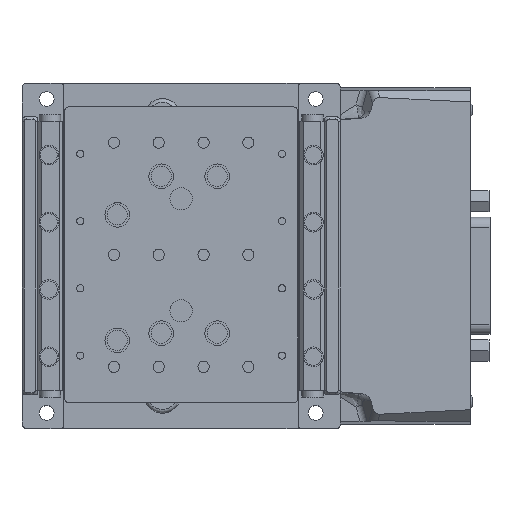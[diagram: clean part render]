
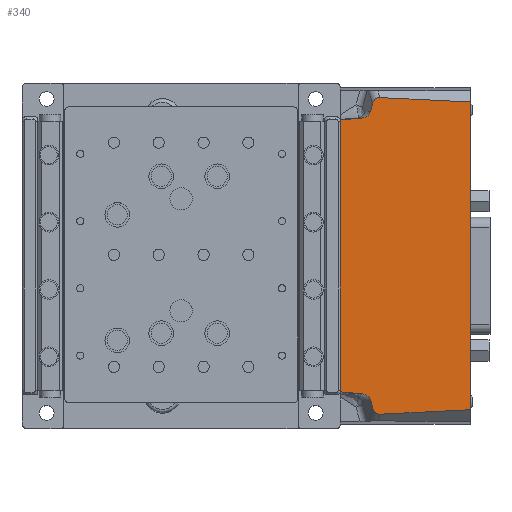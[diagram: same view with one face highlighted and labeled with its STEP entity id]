
A CAD part, top view. The second image highlights one B-rep face of the part: STEP entity #340.
In plain terms, the highlighted face is planar.
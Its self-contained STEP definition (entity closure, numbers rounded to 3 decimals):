
#203 = VECTOR ( 'NONE', #10655, 1000. ) ;
#340 = ADVANCED_FACE ( 'NONE', ( #12986 ), #10966, .F. ) ;
#446 = LINE ( 'NONE', #4438, #203 ) ;
#597 = DIRECTION ( 'NONE',  ( -0.256, 0., 0.967 ) ) ;
#635 = VECTOR ( 'NONE', #12400, 1000. ) ;
#771 = VECTOR ( 'NONE', #12906, 1000. ) ;
#885 = VERTEX_POINT ( 'NONE', #10715 ) ;
#1112 = EDGE_CURVE ( 'NONE', #1556, #2893, #12090, .T. ) ;
#1223 = CARTESIAN_POINT ( 'NONE',  ( -40.234, 24.5, 30.751 ) ) ;
#1296 = CARTESIAN_POINT ( 'NONE',  ( -64.902, 24.5, 32.91 ) ) ;
#1365 = CARTESIAN_POINT ( 'NONE',  ( -35.5, 24.5, -30. ) ) ;
#1525 = EDGE_CURVE ( 'NONE', #6312, #885, #2791, .T. ) ;
#1556 = VERTEX_POINT ( 'NONE', #1223 ) ;
#1635 = CARTESIAN_POINT ( 'NONE',  ( -64.5, 24.5, -37.5 ) ) ;
#1793 = CARTESIAN_POINT ( 'NONE',  ( -42.062, 24.5, 31.44 ) ) ;
#1882 = CARTESIAN_POINT ( 'NONE',  ( -42.294, 24.5, -32.316 ) ) ;
#2177 = CARTESIAN_POINT ( 'NONE',  ( -35.5, 24.5, 30. ) ) ;
#2236 = ORIENTED_EDGE ( 'NONE', *, *, #2785, .T. ) ;
#2311 =( BOUNDED_CURVE ( )  B_SPLINE_CURVE ( 3, ( #5794, #4907, #5662, #3754 ),
 .UNSPECIFIED., .F., .T. ) 
 B_SPLINE_CURVE_WITH_KNOTS ( ( 4, 4 ),
 ( 2.325, 3.395 ),
 .UNSPECIFIED. ) 
 CURVE ( )  GEOMETRIC_REPRESENTATION_ITEM ( )  RATIONAL_B_SPLINE_CURVE ( ( 1., 0.907, 0.907, 1. ) ) 
 REPRESENTATION_ITEM ( '' )  );
#2465 = VERTEX_POINT ( 'NONE', #6203 ) ;
#2569 = ORIENTED_EDGE ( 'NONE', *, *, #3064, .T. ) ;
#2746 =( BOUNDED_CURVE ( )  B_SPLINE_CURVE ( 3, ( #6935, #10051, #3980, #10195 ),
 .UNSPECIFIED., .F., .T. ) 
 B_SPLINE_CURVE_WITH_KNOTS ( ( 4, 4 ),
 ( 2.325, 3.395 ),
 .UNSPECIFIED. ) 
 CURVE ( )  GEOMETRIC_REPRESENTATION_ITEM ( )  RATIONAL_B_SPLINE_CURVE ( ( 1., 0.907, 0.907, 1. ) ) 
 REPRESENTATION_ITEM ( '' )  );
#2785 = EDGE_CURVE ( 'NONE', #4145, #5837, #9794, .T. ) ;
#2791 = LINE ( 'NONE', #12046, #3550 ) ;
#2857 = EDGE_CURVE ( 'NONE', #7686, #1556, #11696, .T. ) ;
#2893 = VERTEX_POINT ( 'NONE', #11628 ) ;
#2971 = CARTESIAN_POINT ( 'NONE',  ( -40.234, 24.5, -30.751 ) ) ;
#2991 = ORIENTED_EDGE ( 'NONE', *, *, #6796, .T. ) ;
#3015 = LINE ( 'NONE', #7189, #635 ) ;
#3064 = EDGE_CURVE ( 'NONE', #7686, #10190, #10474, .T. ) ;
#3550 = VECTOR ( 'NONE', #6900, 1000. ) ;
#3581 = LINE ( 'NONE', #8847, #5835 ) ;
#3655 = CARTESIAN_POINT ( 'NONE',  ( -64.5, 24.5, -34.323 ) ) ;
#3754 = CARTESIAN_POINT ( 'NONE',  ( -44.329, 24.5, -35.319 ) ) ;
#3980 = CARTESIAN_POINT ( 'NONE',  ( -43.555, 24.5, 35.357 ) ) ;
#4056 = CARTESIAN_POINT ( 'NONE',  ( -35.5, 24.5, -37.5 ) ) ;
#4066 = ORIENTED_EDGE ( 'NONE', *, *, #10326, .T. ) ;
#4133 = CARTESIAN_POINT ( 'NONE',  ( -40.234, 24.5, -30.751 ) ) ;
#4143 =( BOUNDED_CURVE ( )  B_SPLINE_CURVE ( 3, ( #2971, #11904, #6757, #1882 ),
 .UNSPECIFIED., .F., .T. ) 
 B_SPLINE_CURVE_WITH_KNOTS ( ( 4, 4 ),
 ( 4.78, 6.034 ),
 .UNSPECIFIED. ) 
 CURVE ( )  GEOMETRIC_REPRESENTATION_ITEM ( )  RATIONAL_B_SPLINE_CURVE ( ( 1., 0.873, 0.873, 1. ) ) 
 REPRESENTATION_ITEM ( '' )  );
#4145 = VERTEX_POINT ( 'NONE', #9801 ) ;
#4286 = VECTOR ( 'NONE', #8581, 1000. ) ;
#4438 = CARTESIAN_POINT ( 'NONE',  ( -64.902, 24.5, -32.91 ) ) ;
#4498 = VERTEX_POINT ( 'NONE', #10943 ) ;
#4623 = EDGE_CURVE ( 'NONE', #10190, #6552, #11146, .T. ) ;
#4625 = ORIENTED_EDGE ( 'NONE', *, *, #12536, .T. ) ;
#4721 = VERTEX_POINT ( 'NONE', #9018 ) ;
#4816 = ORIENTED_EDGE ( 'NONE', *, *, #5460, .F. ) ;
#4907 = CARTESIAN_POINT ( 'NONE',  ( -42.964, 24.5, -34.846 ) ) ;
#5028 = EDGE_CURVE ( 'NONE', #885, #5097, #8719, .T. ) ;
#5043 = AXIS2_PLACEMENT_3D ( 'NONE', #12116, #9944, #5898 ) ;
#5097 = VERTEX_POINT ( 'NONE', #3655 ) ;
#5277 = DIRECTION ( 'NONE',  ( 0., 0., -1. ) ) ;
#5430 = ORIENTED_EDGE ( 'NONE', *, *, #8211, .F. ) ;
#5460 = EDGE_CURVE ( 'NONE', #2893, #4721, #9847, .T. ) ;
#5662 = CARTESIAN_POINT ( 'NONE',  ( -43.555, 24.5, -35.357 ) ) ;
#5794 = CARTESIAN_POINT ( 'NONE',  ( -42.721, 24.5, -33.929 ) ) ;
#5835 = VECTOR ( 'NONE', #7631, 1000. ) ;
#5837 = VERTEX_POINT ( 'NONE', #8753 ) ;
#5898 = DIRECTION ( 'NONE',  ( 0., 0., -1. ) ) ;
#5984 = CARTESIAN_POINT ( 'NONE',  ( -40.234, 24.5, 30.751 ) ) ;
#6203 = CARTESIAN_POINT ( 'NONE',  ( -35.5, 24.5, -30.336 ) ) ;
#6312 = VERTEX_POINT ( 'NONE', #8875 ) ;
#6552 = VERTEX_POINT ( 'NONE', #1365 ) ;
#6757 = CARTESIAN_POINT ( 'NONE',  ( -42.062, 24.5, -31.44 ) ) ;
#6796 = EDGE_CURVE ( 'NONE', #10622, #4145, #4143, .T. ) ;
#6900 = DIRECTION ( 'NONE',  ( -0.999, 0., -0.049 ) ) ;
#6935 = CARTESIAN_POINT ( 'NONE',  ( -42.721, 24.5, 33.929 ) ) ;
#6944 = ORIENTED_EDGE ( 'NONE', *, *, #1525, .F. ) ;
#6964 = ORIENTED_EDGE ( 'NONE', *, *, #9706, .T. ) ;
#7189 = CARTESIAN_POINT ( 'NONE',  ( -64.377, 24.5, -34.329 ) ) ;
#7242 = VECTOR ( 'NONE', #5277, 1000. ) ;
#7356 = CARTESIAN_POINT ( 'NONE',  ( -35.5, 24.5, -37.5 ) ) ;
#7631 = DIRECTION ( 'NONE',  ( 0., 0., -1. ) ) ;
#7686 = VERTEX_POINT ( 'NONE', #9929 ) ;
#7929 = EDGE_LOOP ( 'NONE', ( #2236, #4625, #6964, #8101, #6944, #5430, #4816, #10999, #10765, #2569, #10134, #4066, #11785, #2991 ) ) ;
#8101 = ORIENTED_EDGE ( 'NONE', *, *, #5028, .F. ) ;
#8211 = EDGE_CURVE ( 'NONE', #4721, #6312, #2746, .T. ) ;
#8477 = EDGE_CURVE ( 'NONE', #2465, #10622, #446, .T. ) ;
#8581 = DIRECTION ( 'NONE',  ( 0., 0., -1. ) ) ;
#8588 = VECTOR ( 'NONE', #597, 1000. ) ;
#8719 = LINE ( 'NONE', #1635, #4286 ) ;
#8753 = CARTESIAN_POINT ( 'NONE',  ( -42.721, 24.5, -33.929 ) ) ;
#8847 = CARTESIAN_POINT ( 'NONE',  ( -35.5, 24.5, -37.5 ) ) ;
#8875 = CARTESIAN_POINT ( 'NONE',  ( -44.329, 24.5, 35.319 ) ) ;
#9018 = CARTESIAN_POINT ( 'NONE',  ( -42.721, 24.5, 33.929 ) ) ;
#9148 = CARTESIAN_POINT ( 'NONE',  ( -42.294, 24.5, 32.316 ) ) ;
#9706 = EDGE_CURVE ( 'NONE', #4498, #5097, #3015, .T. ) ;
#9794 = LINE ( 'NONE', #11762, #771 ) ;
#9801 = CARTESIAN_POINT ( 'NONE',  ( -42.294, 24.5, -32.316 ) ) ;
#9847 = LINE ( 'NONE', #11615, #8588 ) ;
#9929 = CARTESIAN_POINT ( 'NONE',  ( -35.5, 24.5, 30.336 ) ) ;
#9944 = DIRECTION ( 'NONE',  ( 0., -1., 0. ) ) ;
#10051 = CARTESIAN_POINT ( 'NONE',  ( -42.964, 24.5, 34.846 ) ) ;
#10134 = ORIENTED_EDGE ( 'NONE', *, *, #4623, .T. ) ;
#10190 = VERTEX_POINT ( 'NONE', #2177 ) ;
#10195 = CARTESIAN_POINT ( 'NONE',  ( -44.329, 24.5, 35.319 ) ) ;
#10318 = VECTOR ( 'NONE', #11217, 1000. ) ;
#10326 = EDGE_CURVE ( 'NONE', #6552, #2465, #3581, .T. ) ;
#10474 = LINE ( 'NONE', #7356, #7242 ) ;
#10554 = DIRECTION ( 'NONE',  ( -0.996, 0., 0.087 ) ) ;
#10622 = VERTEX_POINT ( 'NONE', #4133 ) ;
#10655 = DIRECTION ( 'NONE',  ( -0.996, 0., -0.087 ) ) ;
#10715 = CARTESIAN_POINT ( 'NONE',  ( -64.5, 24.5, 34.323 ) ) ;
#10765 = ORIENTED_EDGE ( 'NONE', *, *, #2857, .F. ) ;
#10918 = VECTOR ( 'NONE', #10554, 1000. ) ;
#10943 = CARTESIAN_POINT ( 'NONE',  ( -44.329, 24.5, -35.319 ) ) ;
#10966 = PLANE ( 'NONE',  #5043 ) ;
#10999 = ORIENTED_EDGE ( 'NONE', *, *, #1112, .F. ) ;
#11054 = CARTESIAN_POINT ( 'NONE',  ( -41.276, 24.5, 30.842 ) ) ;
#11146 = LINE ( 'NONE', #4056, #10318 ) ;
#11217 = DIRECTION ( 'NONE',  ( 0., 0., -1. ) ) ;
#11615 = CARTESIAN_POINT ( 'NONE',  ( -45.028, 24.5, 42.651 ) ) ;
#11628 = CARTESIAN_POINT ( 'NONE',  ( -42.294, 24.5, 32.316 ) ) ;
#11696 = LINE ( 'NONE', #1296, #10918 ) ;
#11762 = CARTESIAN_POINT ( 'NONE',  ( -45.028, 24.5, -42.651 ) ) ;
#11785 = ORIENTED_EDGE ( 'NONE', *, *, #8477, .T. ) ;
#11904 = CARTESIAN_POINT ( 'NONE',  ( -41.276, 24.5, -30.842 ) ) ;
#12046 = CARTESIAN_POINT ( 'NONE',  ( -64.377, 24.5, 34.329 ) ) ;
#12090 =( BOUNDED_CURVE ( )  B_SPLINE_CURVE ( 3, ( #5984, #11054, #1793, #9148 ),
 .UNSPECIFIED., .F., .T. ) 
 B_SPLINE_CURVE_WITH_KNOTS ( ( 4, 4 ),
 ( 4.78, 6.034 ),
 .UNSPECIFIED. ) 
 CURVE ( )  GEOMETRIC_REPRESENTATION_ITEM ( )  RATIONAL_B_SPLINE_CURVE ( ( 1., 0.873, 0.873, 1. ) ) 
 REPRESENTATION_ITEM ( '' )  );
#12116 = CARTESIAN_POINT ( 'NONE',  ( -64.5, 24.5, -37.5 ) ) ;
#12400 = DIRECTION ( 'NONE',  ( -0.999, 0., 0.049 ) ) ;
#12536 = EDGE_CURVE ( 'NONE', #5837, #4498, #2311, .T. ) ;
#12906 = DIRECTION ( 'NONE',  ( -0.256, 0., -0.967 ) ) ;
#12986 = FACE_OUTER_BOUND ( 'NONE', #7929, .T. ) ;
